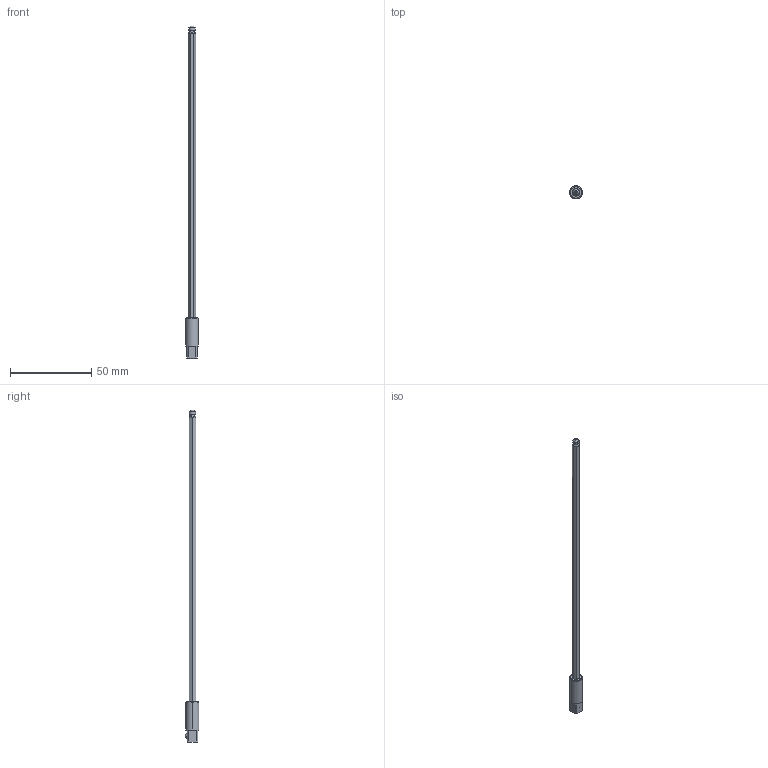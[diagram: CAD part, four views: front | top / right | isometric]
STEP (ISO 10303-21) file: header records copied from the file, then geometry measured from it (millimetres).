
FILE_DESCRIPTION(('CATIA V5 STEP Exchange','CAx-IF Rec.Pracs.--- Model Styling and Organization---1.4--- 2014-01-23'),'2;1');
FILE_NAME ('040211-3_0_1862200000_1862200000.stp','2020-07-16T08:15:52+00:00',('none'),('Weidmueller'),'CATIA Version 5-6 Release 2016 SP3 HF44','CATIA V5 STEP AP214','none');
FILE_SCHEMA(('AUTOMOTIVE_DESIGN { 1 0 10303 214 1 1 1 1 }'));
Length unit declared in the file: millimetre
Products named in the file (1): 1862200000
Bounding box: 8 x 8.59 x 204.9 mm (x, y, z)
Volume: 3540.1 mm3; surface area: 3550.2 mm2
Topology: 3 solids, 3 shells, 54 faces, 130 edges, 78 vertices
Faces by surface type: plane 26, cone 12, cylinder 12, torus 2, sphere 2
Entity records: 1456 total; most frequent: CARTESIAN_POINT 345, ORIENTED_EDGE 244, DIRECTION 170, EDGE_CURVE 122, VERTEX_POINT 78, AXIS2_PLACEMENT_3D 75, VECTOR 64, LINE 64
